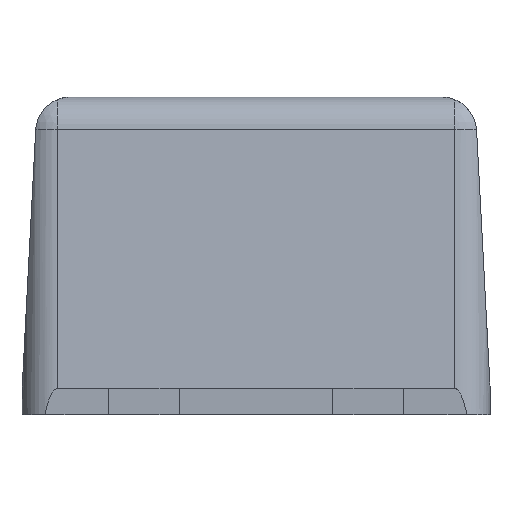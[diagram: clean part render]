
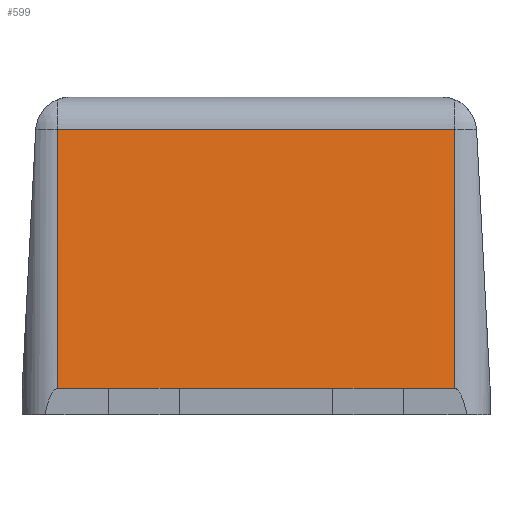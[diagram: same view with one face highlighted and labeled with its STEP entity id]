
A CAD part, left-side view. The second image highlights one B-rep face of the part: STEP entity #599.
In plain terms, the highlighted planar face has unit normal (-0.996, 0, 0.087).
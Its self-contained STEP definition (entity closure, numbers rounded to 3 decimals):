
#64 = VERTEX_POINT('',#65);
#65 = CARTESIAN_POINT('',(-2.218,-0.817,0.15
    ));
#82 = VERTEX_POINT('',#83);
#83 = CARTESIAN_POINT('',(-2.218,-1.107,0.15
    ));
#90 = EDGE_CURVE('',#82,#64,#91,.T.);
#91 = LINE('',#92,#93);
#92 = CARTESIAN_POINT('',(-2.218,-1.307,0.15
    ));
#93 = VECTOR('',#94,1.);
#94 = DIRECTION('',(-0.,1.,0.));
#107 = VERTEX_POINT('',#108);
#108 = CARTESIAN_POINT('',(-2.218,-0.417,
    0.15));
#114 = EDGE_CURVE('',#107,#115,#117,.T.);
#115 = VERTEX_POINT('',#116);
#116 = CARTESIAN_POINT('',(-2.218,0.453,0.15
    ));
#117 = LINE('',#118,#119);
#118 = CARTESIAN_POINT('',(-2.218,-1.307,
    0.15));
#119 = VECTOR('',#120,1.);
#120 = DIRECTION('',(-0.,1.,0.));
#147 = VERTEX_POINT('',#148);
#148 = CARTESIAN_POINT('',(-2.218,0.853,0.15
    ));
#154 = EDGE_CURVE('',#147,#155,#157,.T.);
#155 = VERTEX_POINT('',#156);
#156 = CARTESIAN_POINT('',(-2.218,1.143,0.15
    ));
#157 = LINE('',#158,#159);
#158 = CARTESIAN_POINT('',(-2.218,-1.307,
    0.15));
#159 = VECTOR('',#160,1.);
#160 = DIRECTION('',(-0.,1.,0.));
#551 = VERTEX_POINT('',#552);
#552 = CARTESIAN_POINT('',(-2.09,1.143,1.617
    ));
#559 = EDGE_CURVE('',#560,#551,#562,.T.);
#560 = VERTEX_POINT('',#561);
#561 = CARTESIAN_POINT('',(-2.09,-1.107,
    1.617));
#562 = LINE('',#563,#564);
#563 = CARTESIAN_POINT('',(-2.09,-1.307,
    1.617));
#564 = VECTOR('',#565,1.);
#565 = DIRECTION('',(-0.,1.,0.));
#599 = ADVANCED_FACE('',(#600),#630,.F.);
#600 = FACE_BOUND('',#601,.T.);
#601 = EDGE_LOOP('',(#602,#603,#609,#610,#616,#617,#623,#624));
#602 = ORIENTED_EDGE('',*,*,#90,.F.);
#603 = ORIENTED_EDGE('',*,*,#604,.T.);
#604 = EDGE_CURVE('',#82,#560,#605,.T.);
#605 = LINE('',#606,#607);
#606 = CARTESIAN_POINT('',(-2.09,-1.107,
    1.617));
#607 = VECTOR('',#608,1.);
#608 = DIRECTION('',(0.087,0.,0.996
    ));
#609 = ORIENTED_EDGE('',*,*,#559,.T.);
#610 = ORIENTED_EDGE('',*,*,#611,.T.);
#611 = EDGE_CURVE('',#551,#155,#612,.T.);
#612 = LINE('',#613,#614);
#613 = CARTESIAN_POINT('',(-2.09,1.143,1.617
    ));
#614 = VECTOR('',#615,1.);
#615 = DIRECTION('',(-0.087,0.,
    -0.996));
#616 = ORIENTED_EDGE('',*,*,#154,.F.);
#617 = ORIENTED_EDGE('',*,*,#618,.T.);
#618 = EDGE_CURVE('',#147,#115,#619,.T.);
#619 = LINE('',#620,#621);
#620 = CARTESIAN_POINT('',(-2.218,0.853,0.15
    ));
#621 = VECTOR('',#622,1.);
#622 = DIRECTION('',(0.,-1.,0.));
#623 = ORIENTED_EDGE('',*,*,#114,.F.);
#624 = ORIENTED_EDGE('',*,*,#625,.T.);
#625 = EDGE_CURVE('',#107,#64,#626,.T.);
#626 = LINE('',#627,#628);
#627 = CARTESIAN_POINT('',(-2.218,-0.417,
    0.15));
#628 = VECTOR('',#629,1.);
#629 = DIRECTION('',(0.,-1.,0.));
#630 = PLANE('',#631);
#631 = AXIS2_PLACEMENT_3D('',#632,#633,#634);
#632 = CARTESIAN_POINT('',(-2.09,-1.307,
    1.617));
#633 = DIRECTION('',(0.996,0.,-0.087
    ));
#634 = DIRECTION('',(0.087,0.,0.996
    ));
